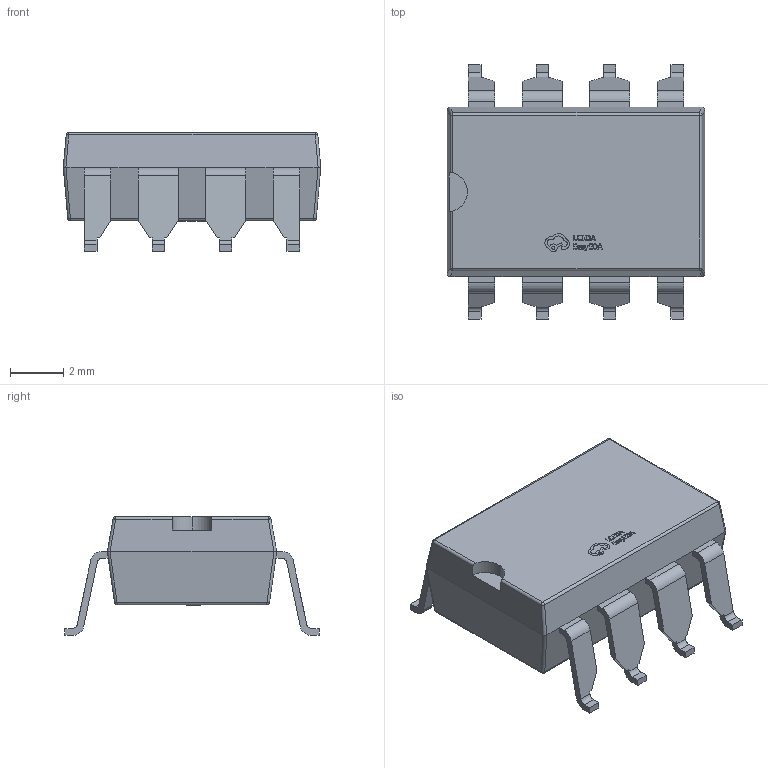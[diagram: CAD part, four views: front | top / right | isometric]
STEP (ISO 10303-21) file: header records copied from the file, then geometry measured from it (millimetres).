
FILE_DESCRIPTION (( 'STEP AP214' ), '1' );
FILE_NAME ('OPTO-SMD-8_L9.7-W6.4-H3.3-P2.54-LS9.6-BL.step', '2022-07-05T13:49:31', ( '' ), ( '' ), 'SwSTEP 2.0', 'SolidWorks 2020', '' );
FILE_SCHEMA (( 'AUTOMOTIVE_DESIGN' ));
Length unit declared in the file: millimetre
Products named in the file (1): OPTO-SMD-8_L9.7-W6.4-H3.3-P2.54-LS9.6-BL
Bounding box: 9.65 x 9.53 x 4.45 mm (x, y, z)
Volume: 198.5 mm3; surface area: 288 mm2
Topology: 1 solids, 1 shells, 479 faces, 1300 edges, 848 vertices
Faces by surface type: plane 300, bspline 120, cylinder 51, sphere 8
Entity records: 21524 total; most frequent: CARTESIAN_POINT 4949, ORIENTED_EDGE 2600, DIRECTION 1854, EDGE_CURVE 1300, VECTOR 950, LINE 950, VERTEX_POINT 848, EDGE_LOOP 504
